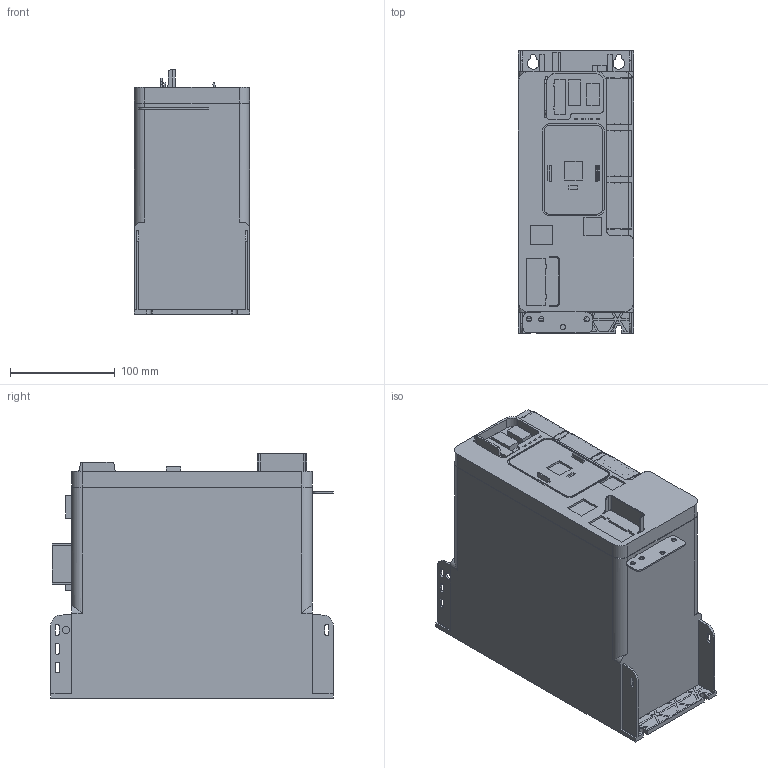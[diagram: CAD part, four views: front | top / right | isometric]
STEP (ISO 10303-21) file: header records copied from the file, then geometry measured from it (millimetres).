
FILE_DESCRIPTION(('STEP AP242'),'1');
FILE_NAME('atv340u75n4s.stp','2021-09-28T18:45:36',('TraceParts'),('TraceParts S.A.'),'Spatial InterOp 3D',' ',' ');
FILE_SCHEMA(('AP242_MANAGED_MODEL_BASED_3D_ENGINEERING_MIM_LF {1 0 10303 442 1 1 4}'));
Length unit declared in the file: millimetre
Products named in the file (1): atv340u75n4s_1
Bounding box: 110 x 270 x 234 mm (x, y, z)
Volume: 5400597.7 mm3; surface area: 320261.1 mm2
Topology: 5 solids, 5 shells, 2932 faces, 8078 edges, 5325 vertices
Faces by surface type: cylinder 1619, plane 1253, sphere 54, cone 6
Entity records: 157115 total; most frequent: CARTESIAN_POINT 22041, ORIENTED_EDGE 16156, DIRECTION 13825, STYLED_ITEM 10661, PRESENTATION_STYLE_ASSIGNMENT 10661, COLOUR_RGB 10661, EDGE_CURVE 8078, CURVE_STYLE 7724
